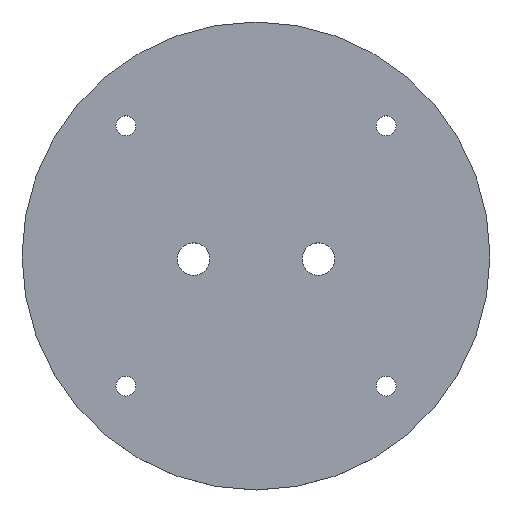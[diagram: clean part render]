
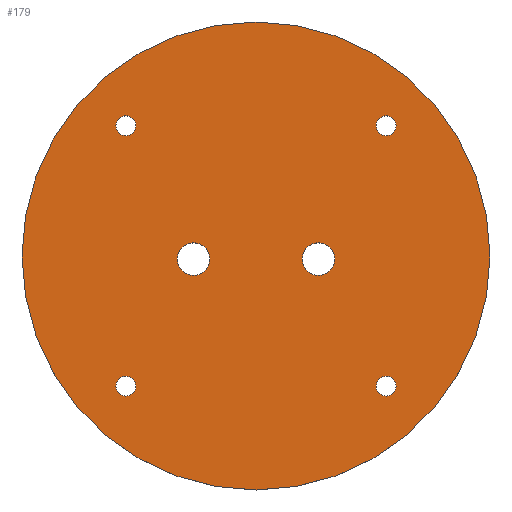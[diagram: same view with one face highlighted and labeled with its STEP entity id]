
A CAD part, top view. The second image highlights one B-rep face of the part: STEP entity #179.
In plain terms, the highlighted planar face has unit normal (0, 0, 1).
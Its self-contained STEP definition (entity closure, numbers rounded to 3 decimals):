
#21=FACE_BOUND('',#53,.T.);
#22=FACE_BOUND('',#54,.T.);
#23=FACE_BOUND('',#55,.T.);
#24=FACE_BOUND('',#56,.T.);
#25=FACE_BOUND('',#57,.T.);
#26=FACE_BOUND('',#58,.T.);
#28=PLANE('',#216);
#37=FACE_OUTER_BOUND('',#52,.T.);
#52=EDGE_LOOP('',(#157));
#53=EDGE_LOOP('',(#158));
#54=EDGE_LOOP('',(#159));
#55=EDGE_LOOP('',(#160));
#56=EDGE_LOOP('',(#161));
#57=EDGE_LOOP('',(#162));
#58=EDGE_LOOP('',(#163));
#73=CIRCLE('',#195,1.6);
#75=CIRCLE('',#198,1.6);
#77=CIRCLE('',#201,1.6);
#79=CIRCLE('',#204,1.6);
#81=CIRCLE('',#207,2.6);
#83=CIRCLE('',#210,2.6);
#85=CIRCLE('',#213,37.5);
#87=VERTEX_POINT('',#274);
#89=VERTEX_POINT('',#280);
#91=VERTEX_POINT('',#286);
#93=VERTEX_POINT('',#292);
#95=VERTEX_POINT('',#298);
#97=VERTEX_POINT('',#304);
#99=VERTEX_POINT('',#310);
#101=EDGE_CURVE('',#87,#87,#73,.T.);
#104=EDGE_CURVE('',#89,#89,#75,.T.);
#107=EDGE_CURVE('',#91,#91,#77,.T.);
#110=EDGE_CURVE('',#93,#93,#79,.T.);
#113=EDGE_CURVE('',#95,#95,#81,.T.);
#116=EDGE_CURVE('',#97,#97,#83,.T.);
#119=EDGE_CURVE('',#99,#99,#85,.T.);
#157=ORIENTED_EDGE('',*,*,#119,.T.);
#158=ORIENTED_EDGE('',*,*,#101,.T.);
#159=ORIENTED_EDGE('',*,*,#104,.T.);
#160=ORIENTED_EDGE('',*,*,#107,.T.);
#161=ORIENTED_EDGE('',*,*,#110,.T.);
#162=ORIENTED_EDGE('',*,*,#113,.T.);
#163=ORIENTED_EDGE('',*,*,#116,.T.);
#179=ADVANCED_FACE('',(#37,#21,#22,#23,#24,#25,#26),#28,.T.);
#195=AXIS2_PLACEMENT_3D('',#275,#221,#222);
#198=AXIS2_PLACEMENT_3D('',#281,#228,#229);
#201=AXIS2_PLACEMENT_3D('',#287,#235,#236);
#204=AXIS2_PLACEMENT_3D('',#293,#242,#243);
#207=AXIS2_PLACEMENT_3D('',#299,#249,#250);
#210=AXIS2_PLACEMENT_3D('',#305,#256,#257);
#213=AXIS2_PLACEMENT_3D('',#311,#263,#264);
#216=AXIS2_PLACEMENT_3D('',#316,#270,#271);
#221=DIRECTION('center_axis',(0.,0.,-1.));
#222=DIRECTION('ref_axis',(1.,0.,0.));
#228=DIRECTION('center_axis',(0.,0.,-1.));
#229=DIRECTION('ref_axis',(1.,0.,0.));
#235=DIRECTION('center_axis',(0.,0.,-1.));
#236=DIRECTION('ref_axis',(1.,0.,0.));
#242=DIRECTION('center_axis',(0.,0.,-1.));
#243=DIRECTION('ref_axis',(1.,0.,0.));
#249=DIRECTION('center_axis',(0.,0.,-1.));
#250=DIRECTION('ref_axis',(1.,0.,0.));
#256=DIRECTION('center_axis',(0.,0.,-1.));
#257=DIRECTION('ref_axis',(1.,0.,0.));
#263=DIRECTION('center_axis',(0.,0.,1.));
#264=DIRECTION('ref_axis',(1.,0.,0.));
#270=DIRECTION('center_axis',(0.,0.,1.));
#271=DIRECTION('ref_axis',(1.,0.,0.));
#274=CARTESIAN_POINT('',(19.26,-20.86,4.));
#275=CARTESIAN_POINT('Origin',(20.86,-20.86,4.));
#280=CARTESIAN_POINT('',(-22.46,20.86,4.));
#281=CARTESIAN_POINT('Origin',(-20.86,20.86,4.));
#286=CARTESIAN_POINT('',(-22.46,-20.86,4.));
#287=CARTESIAN_POINT('Origin',(-20.86,-20.86,4.));
#292=CARTESIAN_POINT('',(19.26,20.86,4.));
#293=CARTESIAN_POINT('Origin',(20.86,20.86,4.));
#298=CARTESIAN_POINT('',(-12.6,-0.5,4.));
#299=CARTESIAN_POINT('Origin',(-10.,-0.5,4.));
#304=CARTESIAN_POINT('',(7.4,-0.5,4.));
#305=CARTESIAN_POINT('Origin',(10.,-0.5,4.));
#310=CARTESIAN_POINT('',(-37.5,0.,4.));
#311=CARTESIAN_POINT('Origin',(0.,0.,4.));
#316=CARTESIAN_POINT('Origin',(0.,0.,4.));
